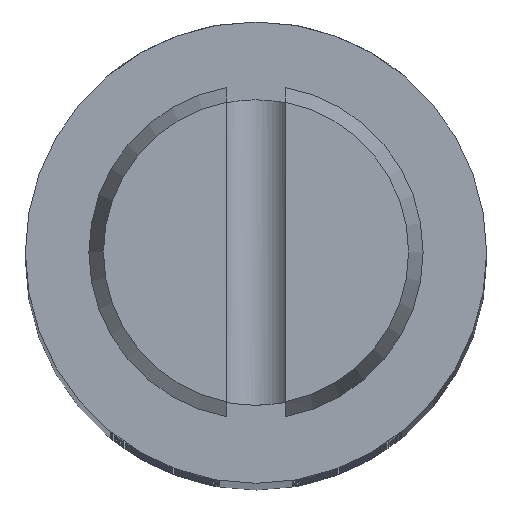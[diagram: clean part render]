
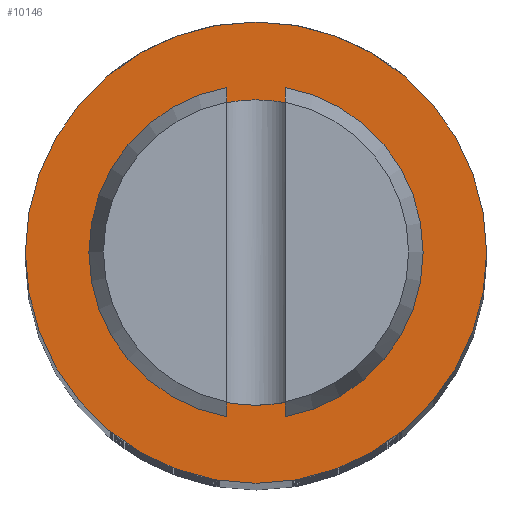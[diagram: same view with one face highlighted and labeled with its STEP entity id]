
A CAD part, top view. The second image highlights one B-rep face of the part: STEP entity #10146.
In plain terms, the highlighted planar face has unit normal (0, 0, 1).
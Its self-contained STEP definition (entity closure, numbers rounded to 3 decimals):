
#9993=CARTESIAN_POINT('',(0.0,2.1,0.889));
#9994=VERTEX_POINT('',#9993);
#9995=CARTESIAN_POINT('',(0.0,0.0,0.889));
#9996=DIRECTION('',(0.0,0.0,-1.0));
#9997=DIRECTION('',(0.0,1.0,0.0));
#9998=AXIS2_PLACEMENT_3D('',#9995,#9996,#9997);
#9999=CIRCLE('',#9998,2.1);
#10000=EDGE_CURVE('',#9994,#9994,#9999,.T.);
#10127=CARTESIAN_POINT('',(0.0,2.638,0.889));
#10128=DIRECTION('',(0.0,0.0,1.0));
#10129=DIRECTION('',(1.0,0.0,0.0));
#10130=AXIS2_PLACEMENT_3D('',#10127,#10128,#10129);
#10131=PLANE('',#10130);
#10132=CARTESIAN_POINT('',(0.0,3.175,0.889));
#10133=VERTEX_POINT('',#10132);
#10134=CARTESIAN_POINT('',(0.0,0.0,0.889));
#10135=DIRECTION('',(0.0,0.0,-1.0));
#10136=DIRECTION('',(0.0,1.0,0.0));
#10137=AXIS2_PLACEMENT_3D('',#10134,#10135,#10136);
#10138=CIRCLE('',#10137,3.175);
#10139=EDGE_CURVE('',#10133,#10133,#10138,.T.);
#10140=ORIENTED_EDGE('',*,*,#10139,.F.);
#10141=EDGE_LOOP('',(#10140));
#10142=FACE_OUTER_BOUND('',#10141,.T.);
#10143=ORIENTED_EDGE('',*,*,#10000,.T.);
#10144=EDGE_LOOP('',(#10143));
#10145=FACE_BOUND('',#10144,.T.);
#10146=ADVANCED_FACE('',(#10142,#10145),#10131,.T.);
